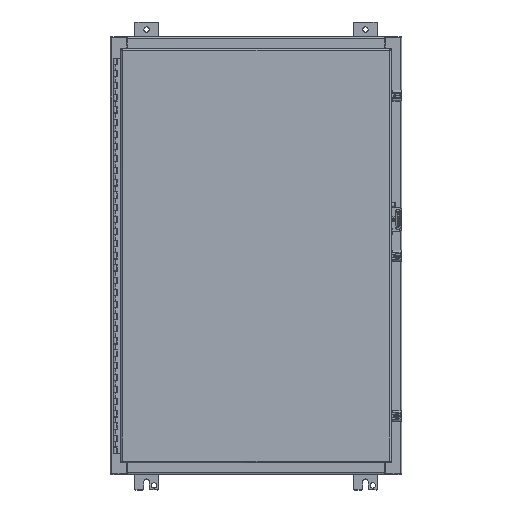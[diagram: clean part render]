
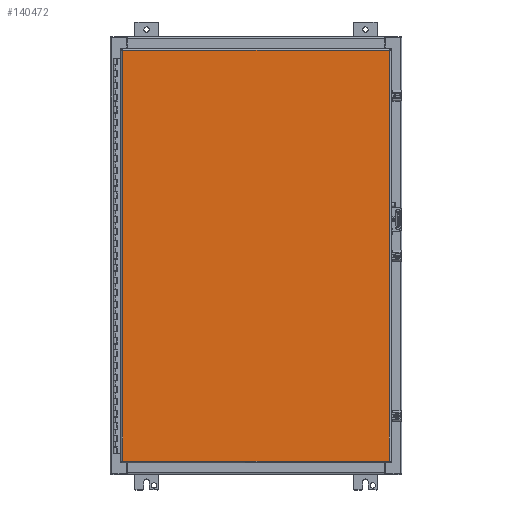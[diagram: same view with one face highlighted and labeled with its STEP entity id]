
A CAD part, top view. The second image highlights one B-rep face of the part: STEP entity #140472.
In plain terms, the highlighted planar face has unit normal (0, 0, -1).
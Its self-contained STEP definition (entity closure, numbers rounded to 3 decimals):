
#4220 = CARTESIAN_POINT ( 'NONE',  ( 10.98, -17.031, 6.073 ) ) ;
#12138 = CARTESIAN_POINT ( 'NONE',  ( 10.98, 16.886, 6.073 ) ) ;
#13597 = EDGE_CURVE ( 'NONE', #20357, #218160, #95254, .T. ) ;
#20357 = VERTEX_POINT ( 'NONE', #87393 ) ;
#28654 = CARTESIAN_POINT ( 'NONE',  ( 11.125, -17.031, 6.073 ) ) ;
#31293 = DIRECTION ( 'NONE',  ( -1., 0., 0. ) ) ;
#32375 = LINE ( 'NONE', #133997, #108704 ) ;
#33364 = EDGE_LOOP ( 'NONE', ( #124889, #141180, #217471, #163355 ) ) ;
#45529 = DIRECTION ( 'NONE',  ( 0., 1., 0. ) ) ;
#58180 = VECTOR ( 'NONE', #191466, 39.37 ) ;
#61843 = DIRECTION ( 'NONE',  ( -1., 0., 0. ) ) ;
#64921 = AXIS2_PLACEMENT_3D ( 'NONE', #28654, #76220, #61843 ) ;
#71624 = DIRECTION ( 'NONE',  ( 0., -1., 0. ) ) ;
#76220 = DIRECTION ( 'NONE',  ( 0., 0., 1. ) ) ;
#87393 = CARTESIAN_POINT ( 'NONE',  ( -10.98, -16.886, 6.073 ) ) ;
#95220 = CARTESIAN_POINT ( 'NONE',  ( 11.125, 16.886, 6.073 ) ) ;
#95254 = LINE ( 'NONE', #163771, #174954 ) ;
#95655 = CARTESIAN_POINT ( 'NONE',  ( -10.98, 16.886, 6.073 ) ) ;
#108704 = VECTOR ( 'NONE', #31293, 39.37 ) ;
#109710 = VERTEX_POINT ( 'NONE', #202807 ) ;
#121320 = LINE ( 'NONE', #4220, #195427 ) ;
#122824 = EDGE_CURVE ( 'NONE', #167389, #109710, #121320, .T. ) ;
#124889 = ORIENTED_EDGE ( 'NONE', *, *, #13597, .T. ) ;
#125944 = EDGE_CURVE ( 'NONE', #218160, #167389, #128350, .T. ) ;
#128350 = LINE ( 'NONE', #95220, #58180 ) ;
#133997 = CARTESIAN_POINT ( 'NONE',  ( 11.125, -16.886, 6.073 ) ) ;
#140472 = ADVANCED_FACE ( 'NONE', ( #144691 ), #215414, .F. ) ;
#141180 = ORIENTED_EDGE ( 'NONE', *, *, #125944, .T. ) ;
#144691 = FACE_OUTER_BOUND ( 'NONE', #33364, .T. ) ;
#154305 = EDGE_CURVE ( 'NONE', #109710, #20357, #32375, .T. ) ;
#163355 = ORIENTED_EDGE ( 'NONE', *, *, #154305, .T. ) ;
#163771 = CARTESIAN_POINT ( 'NONE',  ( -10.98, -17.031, 6.073 ) ) ;
#167389 = VERTEX_POINT ( 'NONE', #12138 ) ;
#174954 = VECTOR ( 'NONE', #45529, 39.37 ) ;
#191466 = DIRECTION ( 'NONE',  ( 1., 0., 0. ) ) ;
#195427 = VECTOR ( 'NONE', #71624, 39.37 ) ;
#202807 = CARTESIAN_POINT ( 'NONE',  ( 10.98, -16.886, 6.073 ) ) ;
#215414 = PLANE ( 'NONE',  #64921 ) ;
#217471 = ORIENTED_EDGE ( 'NONE', *, *, #122824, .T. ) ;
#218160 = VERTEX_POINT ( 'NONE', #95655 ) ;
